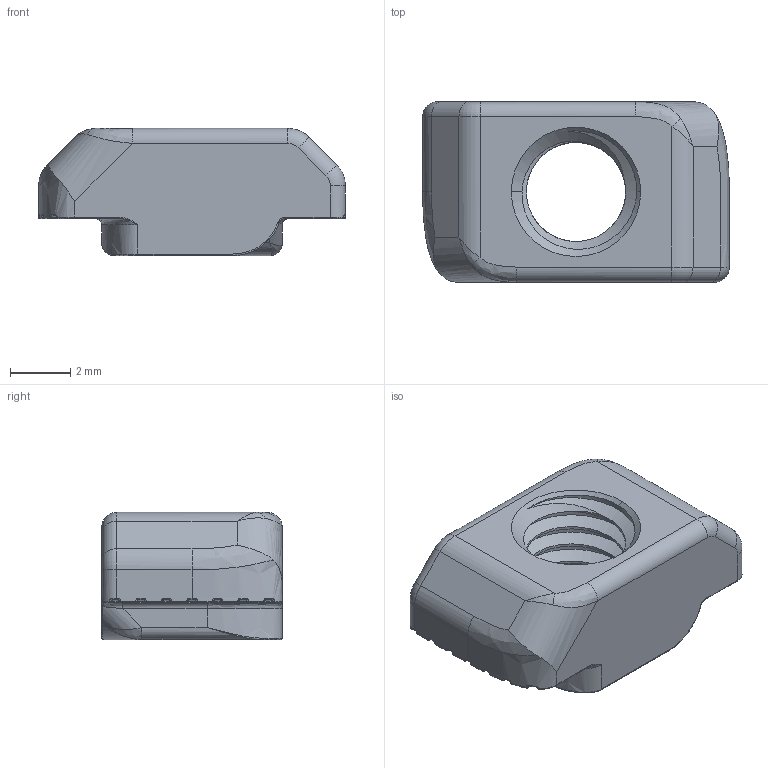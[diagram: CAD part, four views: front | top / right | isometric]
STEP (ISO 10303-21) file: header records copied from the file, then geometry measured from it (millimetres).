
FILE_DESCRIPTION (( 'STEP AP214' ), '1' );
FILE_NAME ('nutM4-2020.STEP', '2025-08-29T06:28:14', ( '' ), ( '' ), 'SwSTEP 2.0', 'SolidWorks 2021', '' );
FILE_SCHEMA (( 'AUTOMOTIVE_DESIGN' ));
Length unit declared in the file: millimetre
Products named in the file (1): nutM4-2020
Bounding box: 10.2 x 6 x 4.23 mm (x, y, z)
Volume: 158.9 mm3; surface area: 268.4 mm2
Topology: 1 solids, 1 shells, 329 faces, 786 edges, 424 vertices
Faces by surface type: cylinder 126, bspline 83, plane 60, sphere 31, torus 24, cone 5
Entity records: 13008 total; most frequent: CARTESIAN_POINT 6454, ORIENTED_EDGE 1496, DIRECTION 1206, EDGE_CURVE 748, AXIS2_PLACEMENT_3D 484, VERTEX_POINT 421, EDGE_LOOP 331, FACE_OUTER_BOUND 329
